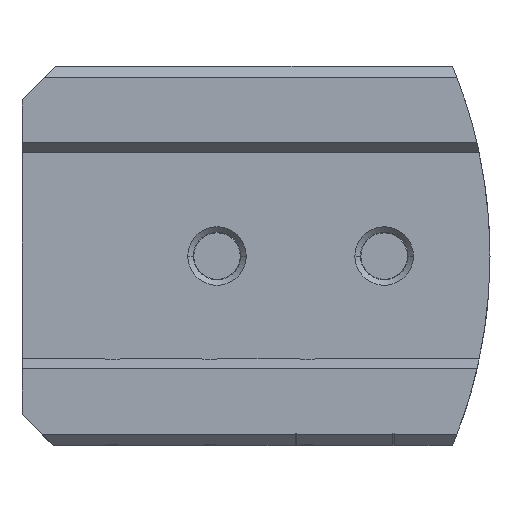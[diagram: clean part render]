
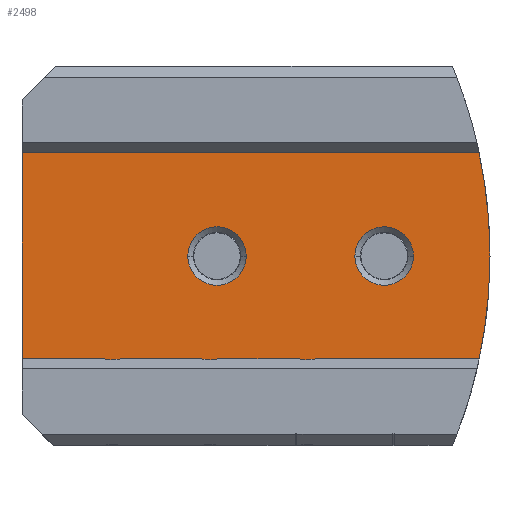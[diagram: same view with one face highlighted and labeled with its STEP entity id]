
A CAD part, top view. The second image highlights one B-rep face of the part: STEP entity #2498.
In plain terms, the highlighted planar face has unit normal (0, 0, 1).
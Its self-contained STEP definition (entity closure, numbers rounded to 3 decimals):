
#1084=EDGE_CURVE('NONE',#3016,#2198,#3121,.T.);
#1218=VERTEX_POINT('NONE',#3268);
#1492=EDGE_CURVE('NONE',#2874,#1218,#3568,.T.);
#1502=VERTEX_POINT('NONE',#3579);
#1634=EDGE_CURVE('NONE',#2208,#1934,#3723,.T.);
#1638=EDGE_CURVE('NONE',#1218,#2874,#3727,.T.);
#1934=VERTEX_POINT('NONE',#4057);
#2116=EDGE_CURVE('NONE',#2880,#1934,#4255,.T.);
#2142=EDGE_CURVE('NONE',#1502,#2208,#4284,.T.);
#2170=EDGE_CURVE('NONE',#2198,#3016,#4314,.T.);
#2198=VERTEX_POINT('NONE',#4344);
#2208=VERTEX_POINT('NONE',#4355);
#2430=EDGE_CURVE('NONE',#1502,#2886,#4592,.T.);
#2498=ADVANCED_FACE('NONE',(#4670,#4671,#4672),#4673,.T.);
#2874=VERTEX_POINT('NONE',#5098);
#2880=VERTEX_POINT('NONE',#5104);
#2886=VERTEX_POINT('NONE',#5110);
#2888=EDGE_CURVE('NONE',#2880,#2886,#5112,.T.);
#3016=VERTEX_POINT('NONE',#5252);
#3121=CIRCLE('',#5371,5.25);
#3268=CARTESIAN_POINT('',(59.75,0.,-16.0));
#3568=CIRCLE('',#6098,5.25);
#3579=CARTESIAN_POINT('',(81.729,19.977,-16.0));
#3723=CIRCLE('',#6336,89.0);
#3727=CIRCLE('',#6341,5.25);
#4057=CARTESIAN_POINT('',(81.729,-19.977,-16.0));
#4255=LINE('',#7141,#7142);
#4284=CIRCLE('',#7187,89.0);
#4314=CIRCLE('',#7245,5.25);
#4344=CARTESIAN_POINT('',(29.75,0.,-16.0));
#4355=CARTESIAN_POINT('',(84.0,0.,-16.0));
#4592=LINE('',#7740,#7741);
#4670=FACE_OUTER_BOUND('',#7868,.T.);
#4671=FACE_BOUND('',#7869,.T.);
#4672=FACE_BOUND('',#7870,.T.);
#4673=PLANE('',#7871);
#5098=CARTESIAN_POINT('',(70.25,0.,-16.0));
#5104=CARTESIAN_POINT('',(0.0,-19.977,-16.0));
#5110=CARTESIAN_POINT('',(0.0,19.977,-16.0));
#5112=LINE('',#8478,#8479);
#5252=CARTESIAN_POINT('',(40.25,0.0,-16.0));
#5371=AXIS2_PLACEMENT_3D('',#8793,#8794,#8795);
#6098=AXIS2_PLACEMENT_3D('',#9287,#9288,#9289);
#6336=AXIS2_PLACEMENT_3D('',#9469,#9470,#9471);
#6341=AXIS2_PLACEMENT_3D('',#9472,#9473,#9474);
#7141=CARTESIAN_POINT('',(85.0,-19.977,-16.0));
#7142=VECTOR('',#10070,1000.0);
#7187=AXIS2_PLACEMENT_3D('',#10105,#10106,#10107);
#7245=AXIS2_PLACEMENT_3D('',#10134,#10135,#10136);
#7740=CARTESIAN_POINT('',(0.0,19.977,-16.0));
#7741=VECTOR('',#10388,1000.0);
#7868=EDGE_LOOP('',(#10504,#10505,#10506,#10507,#10508));
#7869=EDGE_LOOP('',(#10509,#10510));
#7870=EDGE_LOOP('',(#10511,#10512));
#7871=AXIS2_PLACEMENT_3D('',#10513,#10514,#10515);
#8478=CARTESIAN_POINT('',(0.0,23.191,-16.0));
#8479=VECTOR('',#11076,1000.0);
#8793=CARTESIAN_POINT('',(35.0,0.,-16.0));
#8794=DIRECTION('',(0.0,-0.0,1.0));
#8795=DIRECTION('',(0.0,1.0,0.0));
#9287=CARTESIAN_POINT('',(65.0,0.,-16.0));
#9288=DIRECTION('',(0.0,-0.0,1.0));
#9289=DIRECTION('',(0.0,1.0,0.0));
#9469=CARTESIAN_POINT('',(-5.,0.,-16.0));
#9470=DIRECTION('',(0.0,0.,-1.0));
#9471=DIRECTION('',(0.0,1.0,0.));
#9472=CARTESIAN_POINT('',(65.0,0.,-16.0));
#9473=DIRECTION('',(0.0,-0.0,1.0));
#9474=DIRECTION('',(0.0,1.0,0.0));
#10070=DIRECTION('',(1.0,-0.0,0.0));
#10105=CARTESIAN_POINT('',(-5.,0.,-16.0));
#10106=DIRECTION('',(0.0,0.,-1.0));
#10107=DIRECTION('',(0.0,1.0,0.));
#10134=CARTESIAN_POINT('',(35.0,0.,-16.0));
#10135=DIRECTION('',(0.0,-0.0,1.0));
#10136=DIRECTION('',(0.0,1.0,0.0));
#10388=DIRECTION('',(-1.0,0.0,0.0));
#10504=ORIENTED_EDGE('',*,*,#2116,.T.);
#10505=ORIENTED_EDGE('',*,*,#1634,.F.);
#10506=ORIENTED_EDGE('',*,*,#2142,.F.);
#10507=ORIENTED_EDGE('',*,*,#2430,.T.);
#10508=ORIENTED_EDGE('',*,*,#2888,.F.);
#10509=ORIENTED_EDGE('',*,*,#1492,.F.);
#10510=ORIENTED_EDGE('',*,*,#1638,.F.);
#10511=ORIENTED_EDGE('',*,*,#1084,.F.);
#10512=ORIENTED_EDGE('',*,*,#2170,.F.);
#10513=CARTESIAN_POINT('',(85.0,23.191,-16.0));
#10514=DIRECTION('',(-0.0,0.,1.0));
#10515=DIRECTION('',(1.0,0.0,0.0));
#11076=DIRECTION('',(0.0,1.0,0.));
